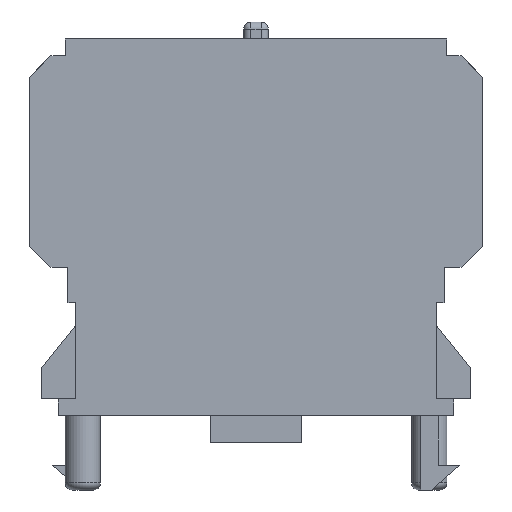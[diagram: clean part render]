
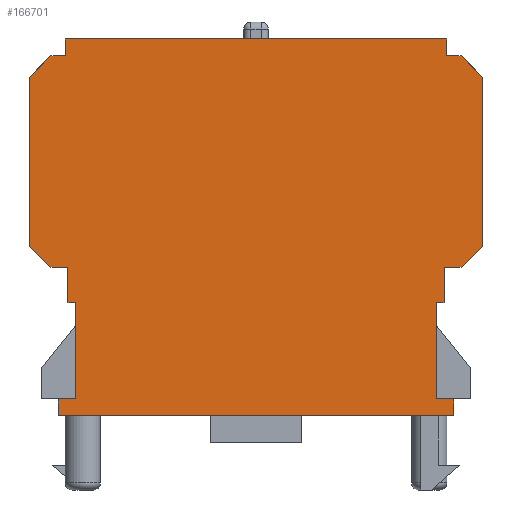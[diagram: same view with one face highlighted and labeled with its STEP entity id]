
A CAD part, left-side view. The second image highlights one B-rep face of the part: STEP entity #166701.
In plain terms, the highlighted planar face has unit normal (-1, 0, 0).
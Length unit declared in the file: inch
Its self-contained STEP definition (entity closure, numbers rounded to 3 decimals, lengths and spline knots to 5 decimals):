
#34329=CARTESIAN_POINT('',(-0.72343,-0.50197,-0.15945));
#34330=VERTEX_POINT('',#34329);
#34337=CARTESIAN_POINT('',(-0.72343,-0.55118,-0.15945));
#34338=VERTEX_POINT('',#34337);
#34339=CARTESIAN_POINT('',(-0.72343,-0.50197,-0.15945));
#34340=DIRECTION('',(0.0,-1.0,0.0));
#34341=VECTOR('',#34340,0.04921);
#34342=LINE('',#34339,#34341);
#34343=EDGE_CURVE('',#34330,#34338,#34342,.T.);
#34873=CARTESIAN_POINT('',(-0.72343,0.55118,-0.15945));
#34874=VERTEX_POINT('',#34873);
#34881=CARTESIAN_POINT('',(-0.72343,0.50197,-0.15945));
#34882=VERTEX_POINT('',#34881);
#34883=CARTESIAN_POINT('',(-0.72343,0.50197,-0.15945));
#34884=DIRECTION('',(0.0,1.0,0.0));
#34885=VECTOR('',#34884,0.04921);
#34886=LINE('',#34883,#34885);
#34887=EDGE_CURVE('',#34882,#34874,#34886,.T.);
#89576=CARTESIAN_POINT('',(-0.72343,-0.5315,0.84252));
#89577=VERTEX_POINT('',#89576);
#89578=CARTESIAN_POINT('',(-0.72343,0.5315,0.84252));
#89579=VERTEX_POINT('',#89578);
#89580=CARTESIAN_POINT('',(-0.72343,-0.5315,0.84252));
#89581=DIRECTION('',(0.0,1.0,0.0));
#89582=VECTOR('',#89581,1.06299);
#89583=LINE('',#89580,#89582);
#89584=EDGE_CURVE('',#89577,#89579,#89583,.T.);
#102056=CARTESIAN_POINT('',(-0.72343,0.5315,0.79528));
#102057=VERTEX_POINT('',#102056);
#102064=CARTESIAN_POINT('',(-0.72343,0.5315,0.84252));
#102065=DIRECTION('',(0.0,0.0,-1.0));
#102066=VECTOR('',#102065,0.04724);
#102067=LINE('',#102064,#102066);
#102068=EDGE_CURVE('',#89579,#102057,#102067,.T.);
#102079=CARTESIAN_POINT('',(-0.72343,-0.5315,0.79528));
#102080=VERTEX_POINT('',#102079);
#102081=CARTESIAN_POINT('',(-0.72343,-0.5315,0.84252));
#102082=DIRECTION('',(0.0,0.0,-1.0));
#102083=VECTOR('',#102082,0.04724);
#102084=LINE('',#102081,#102083);
#102085=EDGE_CURVE('',#89577,#102080,#102084,.T.);
#102269=CARTESIAN_POINT('',(-0.72343,-0.57087,0.79528));
#102270=VERTEX_POINT('',#102269);
#102271=CARTESIAN_POINT('',(-0.72343,-0.57087,0.79528));
#102272=DIRECTION('',(0.0,1.0,0.0));
#102273=VECTOR('',#102272,0.03937);
#102274=LINE('',#102271,#102273);
#102275=EDGE_CURVE('',#102270,#102080,#102274,.T.);
#102332=CARTESIAN_POINT('',(-0.72343,0.57087,0.79528));
#102333=VERTEX_POINT('',#102332);
#102340=CARTESIAN_POINT('',(-0.72343,0.5315,0.79528));
#102341=DIRECTION('',(0.0,1.0,0.0));
#102342=VECTOR('',#102341,0.03937);
#102343=LINE('',#102340,#102342);
#102344=EDGE_CURVE('',#102057,#102333,#102343,.T.);
#143805=CARTESIAN_POINT('',(-0.72343,0.52362,0.20669));
#143806=VERTEX_POINT('',#143805);
#143815=CARTESIAN_POINT('',(-0.72343,0.57087,0.20669));
#143816=VERTEX_POINT('',#143815);
#143817=CARTESIAN_POINT('',(-0.72343,0.57087,0.20669));
#143818=DIRECTION('',(0.0,-1.0,0.0));
#143819=VECTOR('',#143818,0.04724);
#143820=LINE('',#143817,#143819);
#143821=EDGE_CURVE('',#143816,#143806,#143820,.T.);
#143969=CARTESIAN_POINT('',(-0.72343,0.62992,0.73622));
#143970=VERTEX_POINT('',#143969);
#143971=CARTESIAN_POINT('',(-0.72343,0.62992,0.73622));
#143972=DIRECTION('',(0.0,-0.707,0.707));
#143973=VECTOR('',#143972,0.08352);
#143974=LINE('',#143971,#143973);
#143975=EDGE_CURVE('',#143970,#102333,#143974,.T.);
#144065=CARTESIAN_POINT('',(-0.72343,0.62992,0.26575));
#144066=VERTEX_POINT('',#144065);
#144073=CARTESIAN_POINT('',(-0.72343,0.62992,0.26575));
#144074=DIRECTION('',(0.0,0.0,1.0));
#144075=VECTOR('',#144074,0.47047);
#144076=LINE('',#144073,#144075);
#144077=EDGE_CURVE('',#144066,#143970,#144076,.T.);
#144087=CARTESIAN_POINT('',(-0.72343,0.57087,0.20669));
#144088=DIRECTION('',(0.0,0.707,0.707));
#144089=VECTOR('',#144088,0.08352);
#144090=LINE('',#144087,#144089);
#144091=EDGE_CURVE('',#143816,#144066,#144090,.T.);
#145117=CARTESIAN_POINT('',(-0.72343,-0.62992,0.73622));
#145118=VERTEX_POINT('',#145117);
#145119=CARTESIAN_POINT('',(-0.72343,-0.57087,0.79528));
#145120=DIRECTION('',(0.0,-0.707,-0.707));
#145121=VECTOR('',#145120,0.08352);
#145122=LINE('',#145119,#145121);
#145123=EDGE_CURVE('',#102270,#145118,#145122,.T.);
#145213=CARTESIAN_POINT('',(-0.72343,-0.62992,0.26575));
#145214=VERTEX_POINT('',#145213);
#145215=CARTESIAN_POINT('',(-0.72343,-0.62992,0.26575));
#145216=DIRECTION('',(0.0,0.0,1.0));
#145217=VECTOR('',#145216,0.47047);
#145218=LINE('',#145215,#145217);
#145219=EDGE_CURVE('',#145214,#145118,#145218,.T.);
#145261=CARTESIAN_POINT('',(-0.72343,-0.57087,0.20669));
#145262=VERTEX_POINT('',#145261);
#145263=CARTESIAN_POINT('',(-0.72343,-0.62992,0.26575));
#145264=DIRECTION('',(0.,0.707,-0.707));
#145265=VECTOR('',#145264,0.08352);
#145266=LINE('',#145263,#145265);
#145267=EDGE_CURVE('',#145214,#145262,#145266,.T.);
#145283=CARTESIAN_POINT('',(-0.72343,-0.52362,0.20669));
#145284=VERTEX_POINT('',#145283);
#145300=CARTESIAN_POINT('',(-0.72343,-0.52362,0.20669));
#145301=DIRECTION('',(0.0,-1.0,0.0));
#145302=VECTOR('',#145301,0.04724);
#145303=LINE('',#145300,#145302);
#145304=EDGE_CURVE('',#145284,#145262,#145303,.T.);
#158939=CARTESIAN_POINT('',(-0.72343,0.50197,0.10827));
#158940=VERTEX_POINT('',#158939);
#158947=CARTESIAN_POINT('',(-0.72343,0.52362,0.10827));
#158948=VERTEX_POINT('',#158947);
#158949=CARTESIAN_POINT('',(-0.72343,0.50197,0.10827));
#158950=DIRECTION('',(0.0,1.0,0.0));
#158951=VECTOR('',#158950,0.02165);
#158952=LINE('',#158949,#158951);
#158953=EDGE_CURVE('',#158940,#158948,#158952,.T.);
#159046=CARTESIAN_POINT('',(-0.72343,-0.55118,-0.20669));
#159047=VERTEX_POINT('',#159046);
#159054=CARTESIAN_POINT('',(-0.72343,0.55118,-0.20669));
#159055=VERTEX_POINT('',#159054);
#159056=CARTESIAN_POINT('',(-0.72343,0.55118,-0.20669));
#159057=DIRECTION('',(0.0,-1.0,0.0));
#159058=VECTOR('',#159057,1.10236);
#159059=LINE('',#159056,#159058);
#159060=EDGE_CURVE('',#159055,#159047,#159059,.T.);
#161949=CARTESIAN_POINT('',(-0.72343,0.52362,0.10827));
#161950=DIRECTION('',(0.0,0.0,1.0));
#161951=VECTOR('',#161950,0.09843);
#161952=LINE('',#161949,#161951);
#161953=EDGE_CURVE('',#158948,#143806,#161952,.T.);
#162114=CARTESIAN_POINT('',(-0.72343,0.55118,-0.20669));
#162115=DIRECTION('',(0.0,0.0,1.0));
#162116=VECTOR('',#162115,0.04724);
#162117=LINE('',#162114,#162116);
#162118=EDGE_CURVE('',#159055,#34874,#162117,.T.);
#162477=CARTESIAN_POINT('',(-0.72343,-0.52362,0.10827));
#162478=VERTEX_POINT('',#162477);
#162485=CARTESIAN_POINT('',(-0.72343,-0.50197,0.10827));
#162486=VERTEX_POINT('',#162485);
#162487=CARTESIAN_POINT('',(-0.72343,-0.50197,0.10827));
#162488=DIRECTION('',(0.0,-1.0,0.0));
#162489=VECTOR('',#162488,0.02165);
#162490=LINE('',#162487,#162489);
#162491=EDGE_CURVE('',#162486,#162478,#162490,.T.);
#163609=CARTESIAN_POINT('',(-0.72343,-0.55118,-0.20669));
#163610=DIRECTION('',(0.0,0.0,1.0));
#163611=VECTOR('',#163610,0.04724);
#163612=LINE('',#163609,#163611);
#163613=EDGE_CURVE('',#159047,#34338,#163612,.T.);
#163689=CARTESIAN_POINT('',(-0.72343,-0.50197,0.10827));
#163690=DIRECTION('',(0.0,0.0,-1.0));
#163691=VECTOR('',#163690,0.26772);
#163692=LINE('',#163689,#163691);
#163693=EDGE_CURVE('',#162486,#34330,#163692,.T.);
#165005=CARTESIAN_POINT('',(-0.72343,-0.52362,0.10827));
#165006=DIRECTION('',(0.0,0.0,1.0));
#165007=VECTOR('',#165006,0.09843);
#165008=LINE('',#165005,#165007);
#165009=EDGE_CURVE('',#162478,#145284,#165008,.T.);
#166665=CARTESIAN_POINT('',(-0.72343,-0.50197,0.0));
#166666=DIRECTION('',(-1.0,0.0,0.0));
#166667=DIRECTION('',(0.0,0.0,1.0));
#166668=AXIS2_PLACEMENT_3D('',#166665,#166666,#166667);
#166669=PLANE('',#166668);
#166670=ORIENTED_EDGE('',*,*,#161953,.F.);
#166671=ORIENTED_EDGE('',*,*,#158953,.F.);
#166672=CARTESIAN_POINT('',(-0.72343,0.50197,-0.15945));
#166673=DIRECTION('',(0.0,0.0,1.0));
#166674=VECTOR('',#166673,0.26772);
#166675=LINE('',#166672,#166674);
#166676=EDGE_CURVE('',#34882,#158940,#166675,.T.);
#166677=ORIENTED_EDGE('',*,*,#166676,.F.);
#166678=ORIENTED_EDGE('',*,*,#34887,.T.);
#166679=ORIENTED_EDGE('',*,*,#162118,.F.);
#166680=ORIENTED_EDGE('',*,*,#159060,.T.);
#166681=ORIENTED_EDGE('',*,*,#163613,.T.);
#166682=ORIENTED_EDGE('',*,*,#34343,.F.);
#166683=ORIENTED_EDGE('',*,*,#163693,.F.);
#166684=ORIENTED_EDGE('',*,*,#162491,.T.);
#166685=ORIENTED_EDGE('',*,*,#165009,.T.);
#166686=ORIENTED_EDGE('',*,*,#145304,.T.);
#166687=ORIENTED_EDGE('',*,*,#145267,.F.);
#166688=ORIENTED_EDGE('',*,*,#145219,.T.);
#166689=ORIENTED_EDGE('',*,*,#145123,.F.);
#166690=ORIENTED_EDGE('',*,*,#102275,.T.);
#166691=ORIENTED_EDGE('',*,*,#102085,.F.);
#166692=ORIENTED_EDGE('',*,*,#89584,.T.);
#166693=ORIENTED_EDGE('',*,*,#102068,.T.);
#166694=ORIENTED_EDGE('',*,*,#102344,.T.);
#166695=ORIENTED_EDGE('',*,*,#143975,.F.);
#166696=ORIENTED_EDGE('',*,*,#144077,.F.);
#166697=ORIENTED_EDGE('',*,*,#144091,.F.);
#166698=ORIENTED_EDGE('',*,*,#143821,.T.);
#166699=EDGE_LOOP('',(#166670,#166671,#166677,#166678,#166679,#166680,#166681,#166682,#166683,#166684,#166685,#166686,#166687,#166688,#166689,#166690,#166691,#166692,#166693,#166694,#166695,#166696,#166697,#166698));
#166700=FACE_OUTER_BOUND('',#166699,.T.);
#166701=ADVANCED_FACE('',(#166700),#166669,.T.);
